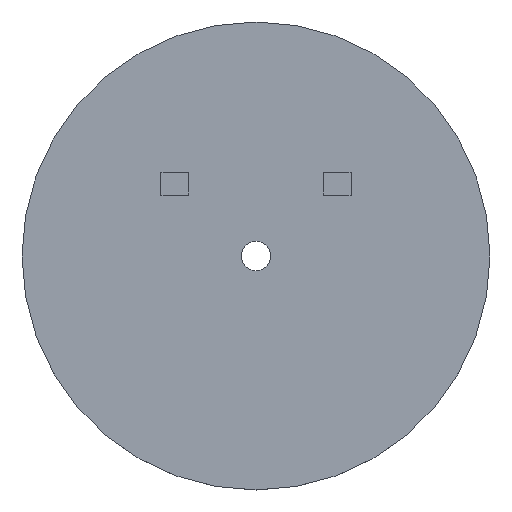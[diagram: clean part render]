
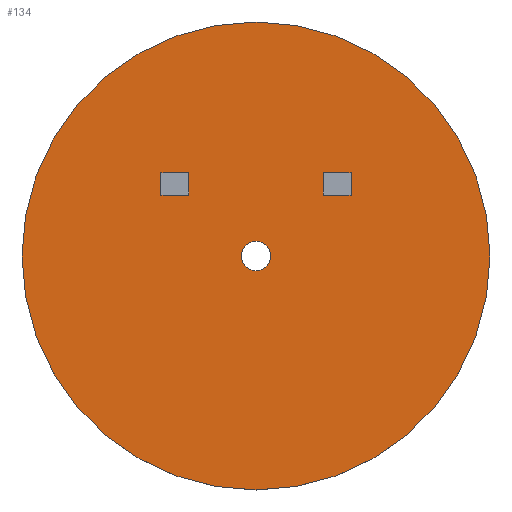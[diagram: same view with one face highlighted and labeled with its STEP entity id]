
A CAD part, top view. The second image highlights one B-rep face of the part: STEP entity #134.
In plain terms, the highlighted planar face has unit normal (0, 0, 1).
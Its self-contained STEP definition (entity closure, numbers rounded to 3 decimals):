
#134=ADVANCED_FACE('',(#270,#272,#274,#276),#278,.F.);
#270=FACE_BOUND('',#271,.T.);
#271=EDGE_LOOP('',(#371));
#272=FACE_BOUND('',#273,.T.);
#273=EDGE_LOOP('',(#372,#373,#374,#375));
#274=FACE_BOUND('',#275,.T.);
#275=EDGE_LOOP('',(#376,#377,#378,#379));
#276=FACE_BOUND('',#277,.T.);
#277=EDGE_LOOP('',(#380));
#278=PLANE('',#279);
#279=AXIS2_PLACEMENT_3D('',#280,#281,#282);
#280=CARTESIAN_POINT('',(0.,0.,2.5));
#281=DIRECTION('',(0.,0.,-1.));
#282=DIRECTION('',(1.,0.,0.));
#371=ORIENTED_EDGE('',*,*,#427,.F.);
#372=ORIENTED_EDGE('',*,*,#425,.T.);
#373=ORIENTED_EDGE('',*,*,#404,.T.);
#374=ORIENTED_EDGE('',*,*,#423,.T.);
#375=ORIENTED_EDGE('',*,*,#414,.T.);
#376=ORIENTED_EDGE('',*,*,#421,.T.);
#377=ORIENTED_EDGE('',*,*,#399,.T.);
#378=ORIENTED_EDGE('',*,*,#419,.T.);
#379=ORIENTED_EDGE('',*,*,#409,.T.);
#380=ORIENTED_EDGE('',*,*,#428,.T.);
#399=EDGE_CURVE('',#433,#434,#435,.F.);
#404=EDGE_CURVE('',#443,#444,#445,.F.);
#409=EDGE_CURVE('',#453,#454,#455,.F.);
#414=EDGE_CURVE('',#463,#464,#465,.F.);
#419=EDGE_CURVE('',#434,#453,#473,.F.);
#421=EDGE_CURVE('',#454,#433,#475,.F.);
#423=EDGE_CURVE('',#444,#463,#477,.F.);
#425=EDGE_CURVE('',#464,#443,#479,.F.);
#427=EDGE_CURVE('',#481,#481,#482,.T.);
#428=EDGE_CURVE('',#483,#483,#484,.T.);
#433=VERTEX_POINT('',#495);
#434=VERTEX_POINT('',#496);
#435=LINE('',#497,#498);
#443=VERTEX_POINT('',#516);
#444=VERTEX_POINT('',#517);
#445=LINE('',#518,#519);
#453=VERTEX_POINT('',#537);
#454=VERTEX_POINT('',#538);
#455=LINE('',#539,#540);
#463=VERTEX_POINT('',#558);
#464=VERTEX_POINT('',#559);
#465=LINE('',#560,#561);
#473=LINE('',#579,#580);
#475=LINE('',#585,#586);
#477=LINE('',#591,#592);
#479=LINE('',#597,#598);
#481=VERTEX_POINT('',#603);
#482=CIRCLE('',#604,40.);
#483=VERTEX_POINT('',#608);
#484=CIRCLE('',#609,2.5);
#495=CARTESIAN_POINT('',(-11.5,-7.3,2.5));
#496=CARTESIAN_POINT('',(-16.25,-7.3,2.5));
#497=CARTESIAN_POINT('',(-16.25,-7.3,2.5));
#498=VECTOR('',#499,1.);
#499=DIRECTION('',(1.,0.,0.));
#516=CARTESIAN_POINT('',(16.25,-7.3,2.5));
#517=CARTESIAN_POINT('',(11.5,-7.3,2.5));
#518=CARTESIAN_POINT('',(11.5,-7.3,2.5));
#519=VECTOR('',#520,1.);
#520=DIRECTION('',(1.,0.,0.));
#537=CARTESIAN_POINT('',(-16.25,-3.5,2.5));
#538=CARTESIAN_POINT('',(-11.5,-3.5,2.5));
#539=CARTESIAN_POINT('',(-11.5,-3.5,2.5));
#540=VECTOR('',#541,1.);
#541=DIRECTION('',(-1.,0.,0.));
#558=CARTESIAN_POINT('',(11.5,-3.5,2.5));
#559=CARTESIAN_POINT('',(16.25,-3.5,2.5));
#560=CARTESIAN_POINT('',(16.25,-3.5,2.5));
#561=VECTOR('',#562,1.);
#562=DIRECTION('',(-1.,0.,0.));
#579=CARTESIAN_POINT('',(-16.25,-3.5,2.5));
#580=VECTOR('',#581,1.);
#581=DIRECTION('',(0.,-1.,0.));
#585=CARTESIAN_POINT('',(-11.5,-7.3,2.5));
#586=VECTOR('',#587,1.);
#587=DIRECTION('',(0.,1.,0.));
#591=CARTESIAN_POINT('',(11.5,-3.5,2.5));
#592=VECTOR('',#593,1.);
#593=DIRECTION('',(0.,-1.,0.));
#597=CARTESIAN_POINT('',(16.25,-7.3,2.5));
#598=VECTOR('',#599,1.);
#599=DIRECTION('',(0.,1.,0.));
#603=CARTESIAN_POINT('',(40.,-17.7,2.5));
#604=AXIS2_PLACEMENT_3D('',#605,#606,#607);
#605=CARTESIAN_POINT('',(0.,-17.7,2.5));
#606=DIRECTION('',(0.,0.,-1.));
#607=DIRECTION('',(1.,0.,0.));
#608=CARTESIAN_POINT('',(2.5,-17.7,2.5));
#609=AXIS2_PLACEMENT_3D('',#610,#611,#612);
#610=CARTESIAN_POINT('',(0.,-17.7,2.5));
#611=DIRECTION('',(0.,0.,-1.));
#612=DIRECTION('',(1.,0.,0.));
